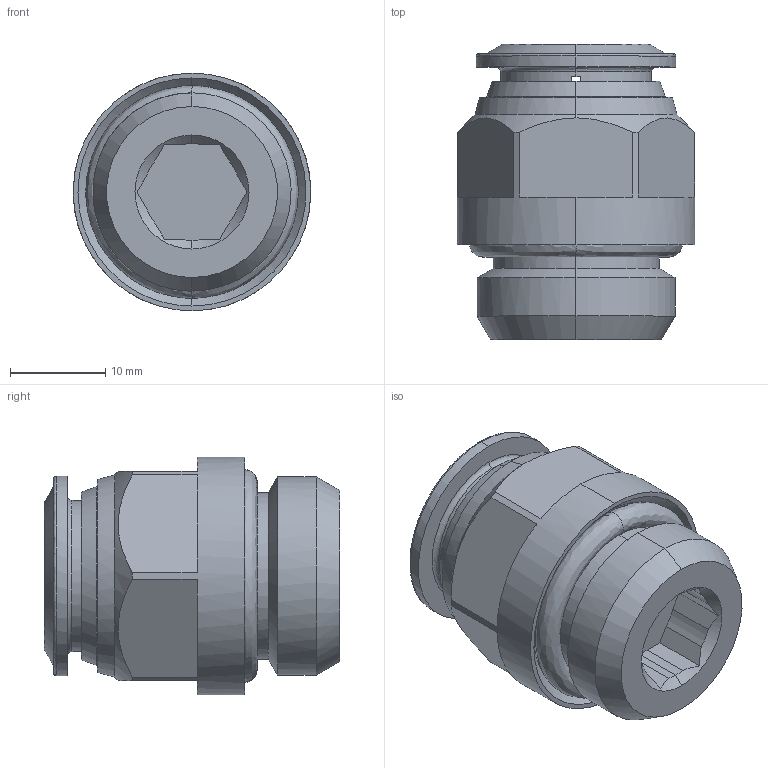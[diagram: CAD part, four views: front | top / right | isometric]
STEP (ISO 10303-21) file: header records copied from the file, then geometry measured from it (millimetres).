
FILE_DESCRIPTION (( 'STEP AP214' ), '1' );
FILE_NAME ('PC14-G04_ME.STEP', '2018-09-06T08:52:18', ( '' ), ( '' ), 'SwSTEP 2.0', 'SolidWorks 2018', '' );
FILE_SCHEMA (( 'AUTOMOTIVE_DESIGN' ));
Length unit declared in the file: millimetre
Products named in the file (1): PC14-G04_ME
Bounding box: 25 x 31.1 x 25 mm (x, y, z)
Volume: 9712.8 mm3; surface area: 4353.2 mm2
Topology: 1 solids, 1 shells, 96 faces, 236 edges, 149 vertices
Faces by surface type: bspline 96
Entity records: 4315 total; most frequent: CARTESIAN_POINT 2863, ORIENTED_EDGE 472, EDGE_CURVE 236, B_SPLINE_CURVE_WITH_KNOTS 159, VERTEX_POINT 149, EDGE_LOOP 107, FACE_OUTER_BOUND 96, ADVANCED_FACE 96
